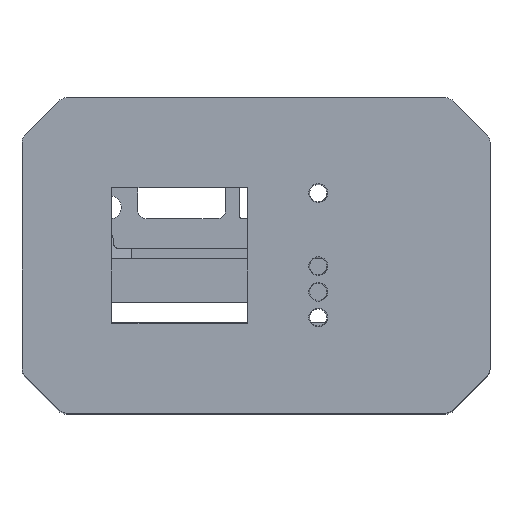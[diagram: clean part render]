
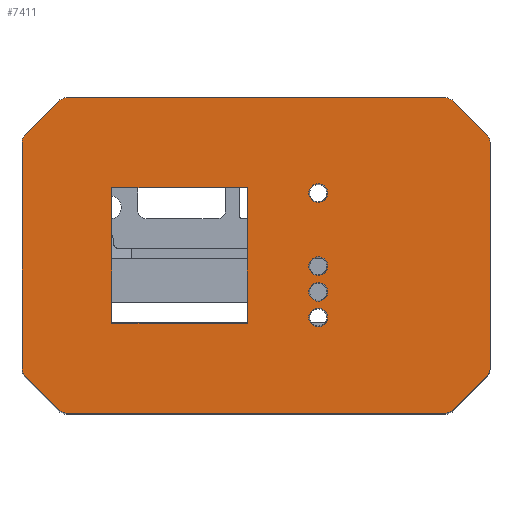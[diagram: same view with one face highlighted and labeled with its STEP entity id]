
A CAD part, top view. The second image highlights one B-rep face of the part: STEP entity #7411.
In plain terms, the highlighted planar face has unit normal (0, 0, 1).
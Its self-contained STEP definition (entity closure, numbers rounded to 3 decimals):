
#265=FACE_BOUND('',#995,.T.);
#266=FACE_BOUND('',#996,.T.);
#267=FACE_BOUND('',#997,.T.);
#268=FACE_BOUND('',#998,.T.);
#269=FACE_BOUND('',#999,.T.);
#381=PLANE('',#7856);
#600=FACE_OUTER_BOUND('',#994,.T.);
#994=EDGE_LOOP('',(#5177,#5178,#5179,#5180,#5181,#5182,#5183,#5184,#5185,
#5186,#5187,#5188,#5189,#5190,#5191,#5192));
#995=EDGE_LOOP('',(#5193));
#996=EDGE_LOOP('',(#5194));
#997=EDGE_LOOP('',(#5195,#5196,#5197,#5198));
#998=EDGE_LOOP('',(#5199));
#999=EDGE_LOOP('',(#5200));
#1504=LINE('',#10838,#2260);
#1505=LINE('',#10842,#2261);
#1506=LINE('',#10846,#2262);
#1507=LINE('',#10850,#2263);
#1508=LINE('',#10854,#2264);
#1509=LINE('',#10858,#2265);
#1510=LINE('',#10862,#2266);
#1511=LINE('',#10865,#2267);
#1512=LINE('',#10872,#2268);
#1513=LINE('',#10874,#2269);
#1514=LINE('',#10876,#2270);
#1515=LINE('',#10877,#2271);
#2260=VECTOR('',#8615,10.);
#2261=VECTOR('',#8618,10.);
#2262=VECTOR('',#8621,10.);
#2263=VECTOR('',#8624,10.);
#2264=VECTOR('',#8627,10.);
#2265=VECTOR('',#8630,10.);
#2266=VECTOR('',#8633,10.);
#2267=VECTOR('',#8636,10.);
#2268=VECTOR('',#8641,10.);
#2269=VECTOR('',#8642,10.);
#2270=VECTOR('',#8643,10.);
#2271=VECTOR('',#8644,10.);
#3015=CIRCLE('',#7854,1.64);
#3017=CIRCLE('',#7857,2.);
#3018=CIRCLE('',#7858,2.);
#3019=CIRCLE('',#7859,2.);
#3020=CIRCLE('',#7860,2.);
#3021=CIRCLE('',#7861,2.);
#3022=CIRCLE('',#7862,2.);
#3023=CIRCLE('',#7863,2.);
#3024=CIRCLE('',#7864,2.);
#3025=CIRCLE('',#7865,1.64);
#3026=CIRCLE('',#7866,1.64);
#3027=CIRCLE('',#7867,1.64);
#3312=VERTEX_POINT('',#10828);
#3314=VERTEX_POINT('',#10834);
#3315=VERTEX_POINT('',#10835);
#3316=VERTEX_POINT('',#10837);
#3317=VERTEX_POINT('',#10839);
#3318=VERTEX_POINT('',#10841);
#3319=VERTEX_POINT('',#10843);
#3320=VERTEX_POINT('',#10845);
#3321=VERTEX_POINT('',#10847);
#3322=VERTEX_POINT('',#10849);
#3323=VERTEX_POINT('',#10851);
#3324=VERTEX_POINT('',#10853);
#3325=VERTEX_POINT('',#10855);
#3326=VERTEX_POINT('',#10857);
#3327=VERTEX_POINT('',#10859);
#3328=VERTEX_POINT('',#10861);
#3329=VERTEX_POINT('',#10863);
#3330=VERTEX_POINT('',#10866);
#3331=VERTEX_POINT('',#10868);
#3332=VERTEX_POINT('',#10870);
#3333=VERTEX_POINT('',#10871);
#3334=VERTEX_POINT('',#10873);
#3335=VERTEX_POINT('',#10875);
#3336=VERTEX_POINT('',#10878);
#4051=EDGE_CURVE('',#3312,#3312,#3015,.T.);
#4054=EDGE_CURVE('',#3314,#3315,#3017,.T.);
#4055=EDGE_CURVE('',#3314,#3316,#1504,.T.);
#4056=EDGE_CURVE('',#3317,#3316,#3018,.T.);
#4057=EDGE_CURVE('',#3318,#3317,#1505,.T.);
#4058=EDGE_CURVE('',#3319,#3318,#3019,.T.);
#4059=EDGE_CURVE('',#3319,#3320,#1506,.T.);
#4060=EDGE_CURVE('',#3321,#3320,#3020,.T.);
#4061=EDGE_CURVE('',#3322,#3321,#1507,.T.);
#4062=EDGE_CURVE('',#3323,#3322,#3021,.T.);
#4063=EDGE_CURVE('',#3323,#3324,#1508,.T.);
#4064=EDGE_CURVE('',#3325,#3324,#3022,.T.);
#4065=EDGE_CURVE('',#3326,#3325,#1509,.T.);
#4066=EDGE_CURVE('',#3327,#3326,#3023,.T.);
#4067=EDGE_CURVE('',#3327,#3328,#1510,.T.);
#4068=EDGE_CURVE('',#3329,#3328,#3024,.T.);
#4069=EDGE_CURVE('',#3315,#3329,#1511,.T.);
#4070=EDGE_CURVE('',#3330,#3330,#3025,.T.);
#4071=EDGE_CURVE('',#3331,#3331,#3026,.T.);
#4072=EDGE_CURVE('',#3332,#3333,#1512,.T.);
#4073=EDGE_CURVE('',#3333,#3334,#1513,.T.);
#4074=EDGE_CURVE('',#3334,#3335,#1514,.T.);
#4075=EDGE_CURVE('',#3335,#3332,#1515,.T.);
#4076=EDGE_CURVE('',#3336,#3336,#3027,.T.);
#5177=ORIENTED_EDGE('',*,*,#4054,.F.);
#5178=ORIENTED_EDGE('',*,*,#4055,.T.);
#5179=ORIENTED_EDGE('',*,*,#4056,.F.);
#5180=ORIENTED_EDGE('',*,*,#4057,.F.);
#5181=ORIENTED_EDGE('',*,*,#4058,.F.);
#5182=ORIENTED_EDGE('',*,*,#4059,.T.);
#5183=ORIENTED_EDGE('',*,*,#4060,.F.);
#5184=ORIENTED_EDGE('',*,*,#4061,.F.);
#5185=ORIENTED_EDGE('',*,*,#4062,.F.);
#5186=ORIENTED_EDGE('',*,*,#4063,.T.);
#5187=ORIENTED_EDGE('',*,*,#4064,.F.);
#5188=ORIENTED_EDGE('',*,*,#4065,.F.);
#5189=ORIENTED_EDGE('',*,*,#4066,.F.);
#5190=ORIENTED_EDGE('',*,*,#4067,.T.);
#5191=ORIENTED_EDGE('',*,*,#4068,.F.);
#5192=ORIENTED_EDGE('',*,*,#4069,.F.);
#5193=ORIENTED_EDGE('',*,*,#4070,.F.);
#5194=ORIENTED_EDGE('',*,*,#4071,.F.);
#5195=ORIENTED_EDGE('',*,*,#4072,.T.);
#5196=ORIENTED_EDGE('',*,*,#4073,.T.);
#5197=ORIENTED_EDGE('',*,*,#4074,.T.);
#5198=ORIENTED_EDGE('',*,*,#4075,.T.);
#5199=ORIENTED_EDGE('',*,*,#4076,.F.);
#5200=ORIENTED_EDGE('',*,*,#4051,.F.);
#7411=ADVANCED_FACE('',(#600,#265,#266,#267,#268,#269),#381,.T.);
#7854=AXIS2_PLACEMENT_3D('',#10829,#8606,#8607);
#7856=AXIS2_PLACEMENT_3D('',#10833,#8611,#8612);
#7857=AXIS2_PLACEMENT_3D('',#10836,#8613,#8614);
#7858=AXIS2_PLACEMENT_3D('',#10840,#8616,#8617);
#7859=AXIS2_PLACEMENT_3D('',#10844,#8619,#8620);
#7860=AXIS2_PLACEMENT_3D('',#10848,#8622,#8623);
#7861=AXIS2_PLACEMENT_3D('',#10852,#8625,#8626);
#7862=AXIS2_PLACEMENT_3D('',#10856,#8628,#8629);
#7863=AXIS2_PLACEMENT_3D('',#10860,#8631,#8632);
#7864=AXIS2_PLACEMENT_3D('',#10864,#8634,#8635);
#7865=AXIS2_PLACEMENT_3D('',#10867,#8637,#8638);
#7866=AXIS2_PLACEMENT_3D('',#10869,#8639,#8640);
#7867=AXIS2_PLACEMENT_3D('',#10879,#8645,#8646);
#8606=DIRECTION('center_axis',(0.,0.,1.));
#8607=DIRECTION('ref_axis',(-1.,0.,0.));
#8611=DIRECTION('center_axis',(0.,0.,1.));
#8612=DIRECTION('ref_axis',(1.,0.,0.));
#8613=DIRECTION('center_axis',(0.,0.,-1.));
#8614=DIRECTION('ref_axis',(0.924,-0.383,0.));
#8615=DIRECTION('',(0.,1.,0.));
#8616=DIRECTION('center_axis',(0.,0.,-1.));
#8617=DIRECTION('ref_axis',(0.924,0.383,0.));
#8618=DIRECTION('',(0.707,-0.707,0.));
#8619=DIRECTION('center_axis',(0.,0.,-1.));
#8620=DIRECTION('ref_axis',(0.383,0.924,0.));
#8621=DIRECTION('',(-1.,0.,0.));
#8622=DIRECTION('center_axis',(0.,0.,-1.));
#8623=DIRECTION('ref_axis',(-0.383,0.924,0.));
#8624=DIRECTION('',(0.707,0.707,0.));
#8625=DIRECTION('center_axis',(0.,0.,-1.));
#8626=DIRECTION('ref_axis',(-0.924,0.383,0.));
#8627=DIRECTION('',(0.,-1.,0.));
#8628=DIRECTION('center_axis',(0.,0.,-1.));
#8629=DIRECTION('ref_axis',(-0.924,-0.383,0.));
#8630=DIRECTION('',(-0.707,0.707,0.));
#8631=DIRECTION('center_axis',(0.,0.,-1.));
#8632=DIRECTION('ref_axis',(-0.383,-0.924,0.));
#8633=DIRECTION('',(1.,0.,0.));
#8634=DIRECTION('center_axis',(0.,0.,-1.));
#8635=DIRECTION('ref_axis',(0.383,-0.924,0.));
#8636=DIRECTION('',(-0.707,-0.707,0.));
#8637=DIRECTION('center_axis',(0.,0.,1.));
#8638=DIRECTION('ref_axis',(-1.,0.,0.));
#8639=DIRECTION('center_axis',(0.,0.,1.));
#8640=DIRECTION('ref_axis',(-1.,0.,0.));
#8641=DIRECTION('',(0.,-1.,0.));
#8642=DIRECTION('',(-1.,0.,0.));
#8643=DIRECTION('',(0.,1.,0.));
#8644=DIRECTION('',(1.,0.,0.));
#8645=DIRECTION('center_axis',(0.,0.,1.));
#8646=DIRECTION('ref_axis',(-1.,0.,0.));
#10828=CARTESIAN_POINT('',(12.54,-9.83,1.));
#10829=CARTESIAN_POINT('Origin',(10.9,-9.83,1.));
#10833=CARTESIAN_POINT('Origin',(0.,1.045,1.));
#10834=CARTESIAN_POINT('',(41.,-18.751,1.));
#10835=CARTESIAN_POINT('',(40.414,-20.166,1.));
#10836=CARTESIAN_POINT('Origin',(39.,-18.751,1.));
#10837=CARTESIAN_POINT('',(41.,20.842,1.));
#10838=CARTESIAN_POINT('',(41.,28.67,1.));
#10839=CARTESIAN_POINT('',(40.414,22.256,1.));
#10840=CARTESIAN_POINT('Origin',(39.,20.842,1.));
#10841=CARTESIAN_POINT('',(34.586,28.084,1.));
#10842=CARTESIAN_POINT('',(34.156,28.514,1.));
#10843=CARTESIAN_POINT('',(33.172,28.67,1.));
#10844=CARTESIAN_POINT('Origin',(33.172,26.67,1.));
#10845=CARTESIAN_POINT('',(-33.172,28.67,1.));
#10846=CARTESIAN_POINT('',(-41.,28.67,1.));
#10847=CARTESIAN_POINT('',(-34.586,28.084,1.));
#10848=CARTESIAN_POINT('Origin',(-33.172,26.67,1.));
#10849=CARTESIAN_POINT('',(-40.414,22.256,1.));
#10850=CARTESIAN_POINT('',(-34.156,28.514,1.));
#10851=CARTESIAN_POINT('',(-41.,20.842,1.));
#10852=CARTESIAN_POINT('Origin',(-39.,20.842,1.));
#10853=CARTESIAN_POINT('',(-41.,-18.751,1.));
#10854=CARTESIAN_POINT('',(-41.,-26.58,1.));
#10855=CARTESIAN_POINT('',(-40.414,-20.166,1.));
#10856=CARTESIAN_POINT('Origin',(-39.,-18.751,1.));
#10857=CARTESIAN_POINT('',(-34.586,-25.994,1.));
#10858=CARTESIAN_POINT('',(-34.156,-26.424,1.));
#10859=CARTESIAN_POINT('',(-33.172,-26.58,1.));
#10860=CARTESIAN_POINT('Origin',(-33.172,-24.58,1.));
#10861=CARTESIAN_POINT('',(33.172,-26.58,1.));
#10862=CARTESIAN_POINT('',(41.,-26.58,1.));
#10863=CARTESIAN_POINT('',(34.586,-25.994,1.));
#10864=CARTESIAN_POINT('Origin',(33.172,-24.58,1.));
#10865=CARTESIAN_POINT('',(34.156,-26.424,1.));
#10866=CARTESIAN_POINT('',(12.54,-5.33,1.));
#10867=CARTESIAN_POINT('Origin',(10.9,-5.33,1.));
#10868=CARTESIAN_POINT('',(12.54,-0.83,1.));
#10869=CARTESIAN_POINT('Origin',(10.9,-0.83,1.));
#10870=CARTESIAN_POINT('',(-1.5,12.92,1.));
#10871=CARTESIAN_POINT('',(-1.5,-10.83,1.));
#10872=CARTESIAN_POINT('',(-1.5,-4.892,1.));
#10873=CARTESIAN_POINT('',(-25.25,-10.83,1.));
#10874=CARTESIAN_POINT('',(-12.625,-10.83,1.));
#10875=CARTESIAN_POINT('',(-25.25,12.92,1.));
#10876=CARTESIAN_POINT('',(-25.25,6.983,1.));
#10877=CARTESIAN_POINT('',(-0.75,12.92,1.));
#10878=CARTESIAN_POINT('',(12.54,11.97,1.));
#10879=CARTESIAN_POINT('Origin',(10.9,11.97,1.));
